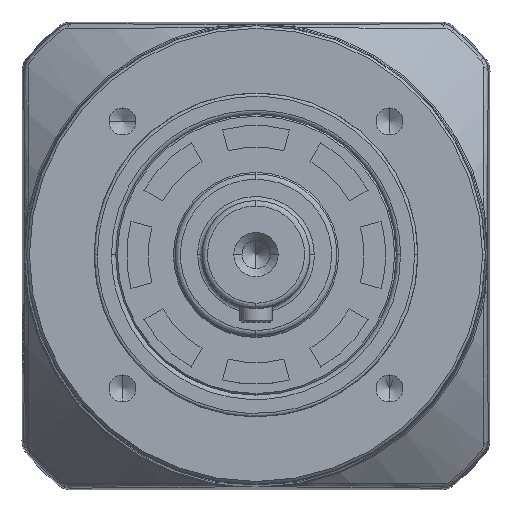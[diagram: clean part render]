
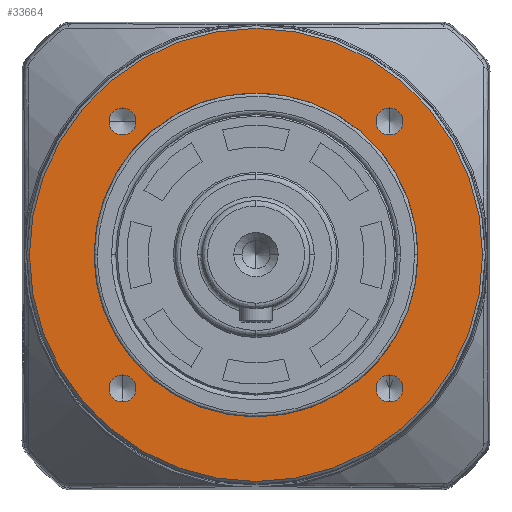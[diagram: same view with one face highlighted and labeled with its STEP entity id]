
A CAD part, top view. The second image highlights one B-rep face of the part: STEP entity #33664.
In plain terms, the highlighted planar face has unit normal (0, 0, 1).
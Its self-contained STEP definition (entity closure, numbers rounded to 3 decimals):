
#177 = EDGE_CURVE ( 'NONE', #8673, #7902, #17325, .T. ) ;
#209 = ORIENTED_EDGE ( 'NONE', *, *, #4092, .T. ) ;
#813 = ORIENTED_EDGE ( 'NONE', *, *, #8950, .T. ) ;
#1099 = CARTESIAN_POINT ( 'NONE',  ( 22.249, -24.749, 41.5 ) ) ;
#1261 = ORIENTED_EDGE ( 'NONE', *, *, #21652, .F. ) ;
#1343 = CARTESIAN_POINT ( 'NONE',  ( -22.249, 24.749, 41.5 ) ) ;
#1383 = CARTESIAN_POINT ( 'NONE',  ( 27.249, -24.749, 41.5 ) ) ;
#1937 = VERTEX_POINT ( 'NONE', #16780 ) ;
#2034 = AXIS2_PLACEMENT_3D ( 'NONE', #19666, #3847, #22288 ) ;
#2786 = DIRECTION ( 'NONE',  ( -1., 0., 0. ) ) ;
#2834 = DIRECTION ( 'NONE',  ( 0., 0., -1. ) ) ;
#2853 = EDGE_LOOP ( 'NONE', ( #22532, #1261 ) ) ;
#2856 = CARTESIAN_POINT ( 'NONE',  ( 0., 0., 41.5 ) ) ;
#3398 = CIRCLE ( 'NONE', #9004, 2.5 ) ;
#3660 = DIRECTION ( 'NONE',  ( 1., 0., 0. ) ) ;
#3744 = EDGE_LOOP ( 'NONE', ( #15976, #209 ) ) ;
#3847 = DIRECTION ( 'NONE',  ( 0., 0., -1. ) ) ;
#3973 = CIRCLE ( 'NONE', #11904, 2.5 ) ;
#4053 = EDGE_LOOP ( 'NONE', ( #5182, #813 ) ) ;
#4092 = EDGE_CURVE ( 'NONE', #13585, #32533, #29983, .T. ) ;
#4858 = ORIENTED_EDGE ( 'NONE', *, *, #27615, .T. ) ;
#4975 = CIRCLE ( 'NONE', #14077, 2.5 ) ;
#5182 = ORIENTED_EDGE ( 'NONE', *, *, #9825, .T. ) ;
#5562 = AXIS2_PLACEMENT_3D ( 'NONE', #16793, #19484, #3660 ) ;
#6772 = DIRECTION ( 'NONE',  ( 1., 0., 0. ) ) ;
#6808 = DIRECTION ( 'NONE',  ( 0., 0., -1. ) ) ;
#6876 = CARTESIAN_POINT ( 'NONE',  ( 24.749, 24.749, 41.5 ) ) ;
#7254 = CARTESIAN_POINT ( 'NONE',  ( -22.249, -24.749, 41.5 ) ) ;
#7902 = VERTEX_POINT ( 'NONE', #1343 ) ;
#8673 = VERTEX_POINT ( 'NONE', #28073 ) ;
#8950 = EDGE_CURVE ( 'NONE', #26444, #10407, #17329, .T. ) ;
#9004 = AXIS2_PLACEMENT_3D ( 'NONE', #26333, #26287, #26279 ) ;
#9440 = DIRECTION ( 'NONE',  ( 1., 0., 0. ) ) ;
#9482 = DIRECTION ( 'NONE',  ( 0., 0., -1. ) ) ;
#9505 = CARTESIAN_POINT ( 'NONE',  ( 24.749, 24.749, 41.5 ) ) ;
#9553 = CARTESIAN_POINT ( 'NONE',  ( -24.749, -24.749, 41.5 ) ) ;
#9734 = ORIENTED_EDGE ( 'NONE', *, *, #16703, .T. ) ;
#9825 = EDGE_CURVE ( 'NONE', #10407, #26444, #21727, .T. ) ;
#10053 = DIRECTION ( 'NONE',  ( 1., 0., 0. ) ) ;
#10070 = EDGE_CURVE ( 'NONE', #25116, #1937, #22742, .T. ) ;
#10086 = DIRECTION ( 'NONE',  ( 0., 0., -1. ) ) ;
#10092 = CARTESIAN_POINT ( 'NONE',  ( 24.749, -24.749, 41.5 ) ) ;
#10407 = VERTEX_POINT ( 'NONE', #30629 ) ;
#10689 = DIRECTION ( 'NONE',  ( 1., 0., 0. ) ) ;
#10710 = DIRECTION ( 'NONE',  ( 0., 0., -1. ) ) ;
#10718 = CARTESIAN_POINT ( 'NONE',  ( -24.749, 24.749, 41.5 ) ) ;
#10875 = CARTESIAN_POINT ( 'NONE',  ( -27.249, -24.749, 41.5 ) ) ;
#10964 = FACE_OUTER_BOUND ( 'NONE', #2853, .T. ) ;
#11904 = AXIS2_PLACEMENT_3D ( 'NONE', #12788, #12713, #12674 ) ;
#12271 = DIRECTION ( 'NONE',  ( 1., 0., 0. ) ) ;
#12412 = FACE_BOUND ( 'NONE', #3744, .T. ) ;
#12674 = DIRECTION ( 'NONE',  ( 1., 0., 0. ) ) ;
#12713 = DIRECTION ( 'NONE',  ( 0., 0., -1. ) ) ;
#12788 = CARTESIAN_POINT ( 'NONE',  ( -24.749, 24.749, 41.5 ) ) ;
#12998 = VERTEX_POINT ( 'NONE', #10875 ) ;
#13172 = VERTEX_POINT ( 'NONE', #7254 ) ;
#13356 = EDGE_LOOP ( 'NONE', ( #4858, #9734 ) ) ;
#13585 = VERTEX_POINT ( 'NONE', #1099 ) ;
#13881 = CIRCLE ( 'NONE', #26962, 2.5 ) ;
#13914 = DIRECTION ( 'NONE',  ( 1., 0., 0. ) ) ;
#13995 = DIRECTION ( 'NONE',  ( 0., 0., -1. ) ) ;
#14077 = AXIS2_PLACEMENT_3D ( 'NONE', #9505, #9482, #9440 ) ;
#14209 = CARTESIAN_POINT ( 'NONE',  ( -30., 0., 41.5 ) ) ;
#14656 = EDGE_CURVE ( 'NONE', #7902, #8673, #3973, .T. ) ;
#15295 = EDGE_CURVE ( 'NONE', #22605, #25599, #31844, .T. ) ;
#15976 = ORIENTED_EDGE ( 'NONE', *, *, #26031, .T. ) ;
#16039 = DIRECTION ( 'NONE',  ( 1., 0., 0. ) ) ;
#16087 = DIRECTION ( 'NONE',  ( 0., 0., -1. ) ) ;
#16149 = CARTESIAN_POINT ( 'NONE',  ( 0., 0., 41.5 ) ) ;
#16703 = EDGE_CURVE ( 'NONE', #12998, #13172, #3398, .T. ) ;
#16780 = CARTESIAN_POINT ( 'NONE',  ( 27.249, 24.749, 41.5 ) ) ;
#16793 = CARTESIAN_POINT ( 'NONE',  ( 0., 0., 41.5 ) ) ;
#16909 = ORIENTED_EDGE ( 'NONE', *, *, #177, .T. ) ;
#17183 = AXIS2_PLACEMENT_3D ( 'NONE', #10092, #10086, #10053 ) ;
#17325 = CIRCLE ( 'NONE', #18408, 2.5 ) ;
#17329 = CIRCLE ( 'NONE', #20472, 30. ) ;
#17930 = AXIS2_PLACEMENT_3D ( 'NONE', #2856, #2834, #2786 ) ;
#18408 = AXIS2_PLACEMENT_3D ( 'NONE', #10718, #10710, #10689 ) ;
#19396 = ORIENTED_EDGE ( 'NONE', *, *, #23361, .T. ) ;
#19484 = DIRECTION ( 'NONE',  ( 0., 0., 1. ) ) ;
#19666 = CARTESIAN_POINT ( 'NONE',  ( 24.749, -24.749, 41.5 ) ) ;
#19680 = FACE_BOUND ( 'NONE', #24224, .T. ) ;
#20472 = AXIS2_PLACEMENT_3D ( 'NONE', #32609, #13995, #13914 ) ;
#20575 = FACE_BOUND ( 'NONE', #30545, .T. ) ;
#21355 = AXIS2_PLACEMENT_3D ( 'NONE', #6876, #6808, #6772 ) ;
#21652 = EDGE_CURVE ( 'NONE', #25599, #22605, #31291, .T. ) ;
#21727 = CIRCLE ( 'NONE', #27218, 30. ) ;
#21954 = DIRECTION ( 'NONE',  ( -1., 0., 0. ) ) ;
#21968 = ORIENTED_EDGE ( 'NONE', *, *, #10070, .T. ) ;
#21985 = PLANE ( 'NONE',  #5562 ) ;
#21990 = DIRECTION ( 'NONE',  ( 0., 0., -1. ) ) ;
#22036 = CARTESIAN_POINT ( 'NONE',  ( 0., 0., 41.5 ) ) ;
#22288 = DIRECTION ( 'NONE',  ( 1., 0., 0. ) ) ;
#22532 = ORIENTED_EDGE ( 'NONE', *, *, #15295, .F. ) ;
#22605 = VERTEX_POINT ( 'NONE', #23788 ) ;
#22742 = CIRCLE ( 'NONE', #21355, 2.5 ) ;
#23361 = EDGE_CURVE ( 'NONE', #1937, #25116, #4975, .T. ) ;
#23788 = CARTESIAN_POINT ( 'NONE',  ( -42., 0., 41.5 ) ) ;
#24224 = EDGE_LOOP ( 'NONE', ( #19396, #21968 ) ) ;
#24545 = AXIS2_PLACEMENT_3D ( 'NONE', #22036, #21990, #21954 ) ;
#25116 = VERTEX_POINT ( 'NONE', #29066 ) ;
#25599 = VERTEX_POINT ( 'NONE', #32945 ) ;
#25853 = CIRCLE ( 'NONE', #2034, 2.5 ) ;
#26031 = EDGE_CURVE ( 'NONE', #32533, #13585, #25853, .T. ) ;
#26279 = DIRECTION ( 'NONE',  ( 1., 0., 0. ) ) ;
#26287 = DIRECTION ( 'NONE',  ( 0., 0., -1. ) ) ;
#26333 = CARTESIAN_POINT ( 'NONE',  ( -24.749, -24.749, 41.5 ) ) ;
#26444 = VERTEX_POINT ( 'NONE', #14209 ) ;
#26962 = AXIS2_PLACEMENT_3D ( 'NONE', #9553, #27799, #12271 ) ;
#27218 = AXIS2_PLACEMENT_3D ( 'NONE', #16149, #16087, #16039 ) ;
#27615 = EDGE_CURVE ( 'NONE', #13172, #12998, #13881, .T. ) ;
#27799 = DIRECTION ( 'NONE',  ( 0., 0., -1. ) ) ;
#28073 = CARTESIAN_POINT ( 'NONE',  ( -27.249, 24.749, 41.5 ) ) ;
#29066 = CARTESIAN_POINT ( 'NONE',  ( 22.249, 24.749, 41.5 ) ) ;
#29983 = CIRCLE ( 'NONE', #17183, 2.5 ) ;
#30545 = EDGE_LOOP ( 'NONE', ( #31137, #16909 ) ) ;
#30629 = CARTESIAN_POINT ( 'NONE',  ( 30., 0., 41.5 ) ) ;
#31137 = ORIENTED_EDGE ( 'NONE', *, *, #14656, .T. ) ;
#31291 = CIRCLE ( 'NONE', #17930, 42. ) ;
#31379 = FACE_BOUND ( 'NONE', #4053, .T. ) ;
#31844 = CIRCLE ( 'NONE', #24545, 42. ) ;
#32173 = FACE_BOUND ( 'NONE', #13356, .T. ) ;
#32533 = VERTEX_POINT ( 'NONE', #1383 ) ;
#32609 = CARTESIAN_POINT ( 'NONE',  ( 0., 0., 41.5 ) ) ;
#32945 = CARTESIAN_POINT ( 'NONE',  ( 42., 0., 41.5 ) ) ;
#33664 = ADVANCED_FACE ( 'NONE', ( #31379, #10964, #19680, #12412, #32173, #20575 ), #21985, .T. ) ;
